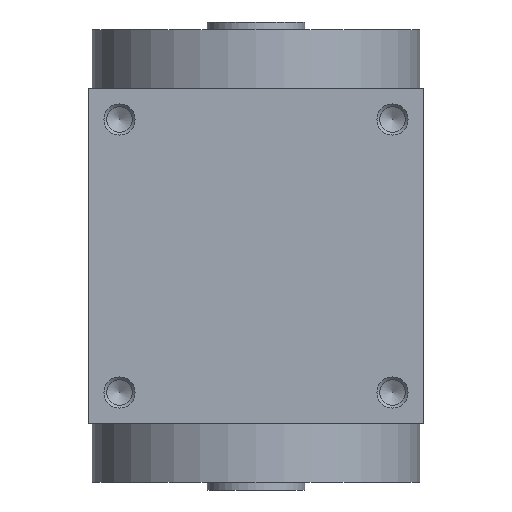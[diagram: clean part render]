
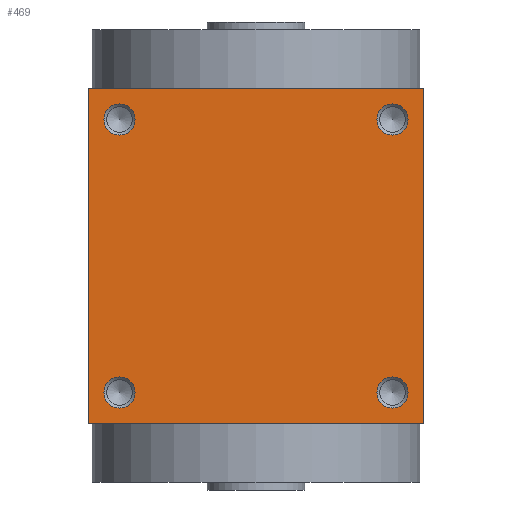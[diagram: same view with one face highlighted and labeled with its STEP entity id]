
A CAD part, left-side view. The second image highlights one B-rep face of the part: STEP entity #469.
In plain terms, the highlighted face is planar.
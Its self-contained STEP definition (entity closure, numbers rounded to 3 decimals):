
#469 = ADVANCED_FACE( '', ( #1049, #1050, #1051, #1052, #1053 ), #1054, .F. );
#1049 = FACE_BOUND( '', #1618, .T. );
#1050 = FACE_BOUND( '', #1619, .T. );
#1051 = FACE_BOUND( '', #1620, .T. );
#1052 = FACE_BOUND( '', #1621, .T. );
#1053 = FACE_OUTER_BOUND( '', #1622, .T. );
#1054 = PLANE( '', #1623 );
#1618 = EDGE_LOOP( '', ( #2650 ) );
#1619 = EDGE_LOOP( '', ( #2651 ) );
#1620 = EDGE_LOOP( '', ( #2652 ) );
#1621 = EDGE_LOOP( '', ( #2653 ) );
#1622 = EDGE_LOOP( '', ( #2654, #2655, #2656, #2657 ) );
#1623 = AXIS2_PLACEMENT_3D( '', #2658, #2659, #2660 );
#2650 = ORIENTED_EDGE( '', *, *, #2848, .F. );
#2651 = ORIENTED_EDGE( '', *, *, #2750, .T. );
#2652 = ORIENTED_EDGE( '', *, *, #2830, .F. );
#2653 = ORIENTED_EDGE( '', *, *, #2825, .T. );
#2654 = ORIENTED_EDGE( '', *, *, #2777, .F. );
#2655 = ORIENTED_EDGE( '', *, *, #2999, .F. );
#2656 = ORIENTED_EDGE( '', *, *, #2726, .F. );
#2657 = ORIENTED_EDGE( '', *, *, #3009, .F. );
#2658 = CARTESIAN_POINT( '', ( 0., 0., -43. ) );
#2659 = DIRECTION( '', ( 0., 0., 1. ) );
#2660 = DIRECTION( '', ( 1., 0., 0. ) );
#2726 = EDGE_CURVE( '', #3152, #3153, #3154, .T. );
#2750 = EDGE_CURVE( '', #3193, #3193, #3194, .T. );
#2777 = EDGE_CURVE( '', #3230, #3231, #3232, .T. );
#2825 = EDGE_CURVE( '', #3307, #3307, #3308, .T. );
#2830 = EDGE_CURVE( '', #3315, #3315, #3316, .T. );
#2848 = EDGE_CURVE( '', #3339, #3339, #3340, .T. );
#2999 = EDGE_CURVE( '', #3153, #3230, #3560, .T. );
#3009 = EDGE_CURVE( '', #3231, #3152, #3571, .T. );
#3152 = VERTEX_POINT( '', #3715 );
#3153 = VERTEX_POINT( '', #3716 );
#3154 = LINE( '', #3717, #3718 );
#3193 = VERTEX_POINT( '', #3760 );
#3194 = CIRCLE( '', #3761, 4. );
#3230 = VERTEX_POINT( '', #3797 );
#3231 = VERTEX_POINT( '', #3798 );
#3232 = LINE( '', #3799, #3800 );
#3307 = VERTEX_POINT( '', #3885 );
#3308 = CIRCLE( '', #3886, 4. );
#3315 = VERTEX_POINT( '', #3893 );
#3316 = CIRCLE( '', #3894, 4. );
#3339 = VERTEX_POINT( '', #3917 );
#3340 = CIRCLE( '', #3918, 4. );
#3560 = LINE( '', #4214, #4215 );
#3571 = LINE( '', #4226, #4227 );
#3715 = CARTESIAN_POINT( '', ( 43., -43., -43. ) );
#3716 = CARTESIAN_POINT( '', ( 43., 43., -43. ) );
#3717 = CARTESIAN_POINT( '', ( 43., -43., -43. ) );
#3718 = VECTOR( '', #4398, 1000. );
#3760 = CARTESIAN_POINT( '', ( 39., 35., -43. ) );
#3761 = AXIS2_PLACEMENT_3D( '', #4444, #4445, #4446 );
#3797 = CARTESIAN_POINT( '', ( -43., 43., -43. ) );
#3798 = CARTESIAN_POINT( '', ( -43., -43., -43. ) );
#3799 = CARTESIAN_POINT( '', ( -43., 43., -43. ) );
#3800 = VECTOR( '', #4489, 1000. );
#3885 = CARTESIAN_POINT( '', ( 39., -35., -43. ) );
#3886 = AXIS2_PLACEMENT_3D( '', #4569, #4570, #4571 );
#3893 = CARTESIAN_POINT( '', ( -39., -35., -43. ) );
#3894 = AXIS2_PLACEMENT_3D( '', #4578, #4579, #4580 );
#3917 = CARTESIAN_POINT( '', ( -39., 35., -43. ) );
#3918 = AXIS2_PLACEMENT_3D( '', #4608, #4609, #4610 );
#4214 = CARTESIAN_POINT( '', ( 43., 43., -43. ) );
#4215 = VECTOR( '', #4868, 1000. );
#4226 = CARTESIAN_POINT( '', ( -43., -43., -43. ) );
#4227 = VECTOR( '', #4878, 1000. );
#4398 = DIRECTION( '', ( 0., 1., 0. ) );
#4444 = CARTESIAN_POINT( '', ( 35., 35., -43. ) );
#4445 = DIRECTION( '', ( 0., 0., 1. ) );
#4446 = DIRECTION( '', ( 1., 0., 0. ) );
#4489 = DIRECTION( '', ( 0., -1., 0. ) );
#4569 = CARTESIAN_POINT( '', ( 35., -35., -43. ) );
#4570 = DIRECTION( '', ( 0., 0., 1. ) );
#4571 = DIRECTION( '', ( 1., 0., 0. ) );
#4578 = CARTESIAN_POINT( '', ( -35., -35., -43. ) );
#4579 = DIRECTION( '', ( 0., 0., -1. ) );
#4580 = DIRECTION( '', ( -1., 0., 0. ) );
#4608 = CARTESIAN_POINT( '', ( -35., 35., -43. ) );
#4609 = DIRECTION( '', ( 0., 0., -1. ) );
#4610 = DIRECTION( '', ( -1., 0., 0. ) );
#4868 = DIRECTION( '', ( -1., 0., 0. ) );
#4878 = DIRECTION( '', ( 1., 0., 0. ) );
